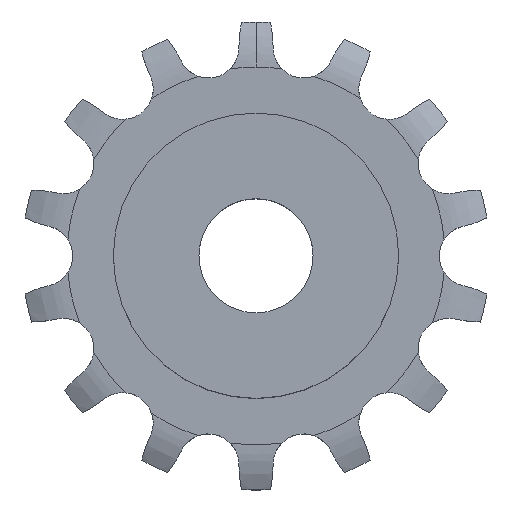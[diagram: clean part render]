
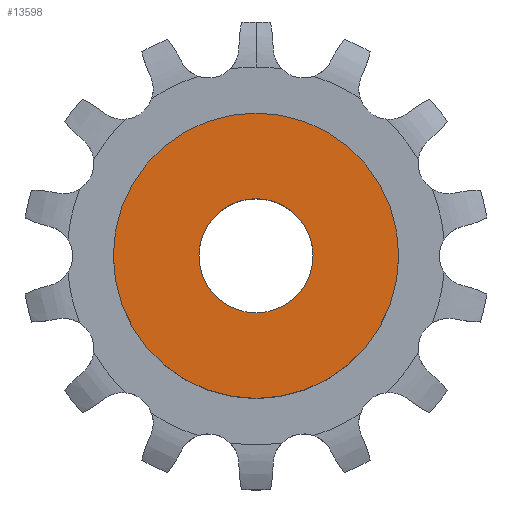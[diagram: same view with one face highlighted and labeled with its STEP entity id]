
A CAD part, top view. The second image highlights one B-rep face of the part: STEP entity #13598.
In plain terms, the highlighted planar face has unit normal (0, 0, 1).
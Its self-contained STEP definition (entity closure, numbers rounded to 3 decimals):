
#2386 = CYLINDRICAL_SURFACE('',#2387,3.);
#2387 = AXIS2_PLACEMENT_3D('',#2388,#2389,#2390);
#2388 = CARTESIAN_POINT('',(0.,0.,5000.));
#2389 = DIRECTION('',(0.,0.,1.));
#2390 = DIRECTION('',(1.,0.,-0.));
#4238 = CYLINDRICAL_SURFACE('',#4239,7.5);
#4239 = AXIS2_PLACEMENT_3D('',#4240,#4241,#4242);
#4240 = CARTESIAN_POINT('',(0.,0.,0.));
#4241 = DIRECTION('',(-0.,-0.,-1.));
#4242 = DIRECTION('',(1.,0.,0.));
#10966 = EDGE_CURVE('',#10967,#10967,#10969,.T.);
#10967 = VERTEX_POINT('',#10968);
#10968 = CARTESIAN_POINT('',(3.,0.,8.85));
#10969 = SURFACE_CURVE('',#10970,(#10975,#10982),.PCURVE_S1.);
#10970 = CIRCLE('',#10971,3.);
#10971 = AXIS2_PLACEMENT_3D('',#10972,#10973,#10974);
#10972 = CARTESIAN_POINT('',(0.,0.,8.85));
#10973 = DIRECTION('',(0.,0.,1.));
#10974 = DIRECTION('',(1.,0.,-0.));
#10975 = PCURVE('',#2386,#10976);
#10976 = DEFINITIONAL_REPRESENTATION('',(#10977),#10981);
#10977 = LINE('',#10978,#10979);
#10978 = CARTESIAN_POINT('',(0.,-4991.15));
#10979 = VECTOR('',#10980,1.);
#10980 = DIRECTION('',(1.,0.));
#10981 = ( GEOMETRIC_REPRESENTATION_CONTEXT(2) 
PARAMETRIC_REPRESENTATION_CONTEXT() REPRESENTATION_CONTEXT('2D SPACE',''
  ) );
#10982 = PCURVE('',#10983,#10988);
#10983 = PLANE('',#10984);
#10984 = AXIS2_PLACEMENT_3D('',#10985,#10986,#10987);
#10985 = CARTESIAN_POINT('',(0.,0.,8.85));
#10986 = DIRECTION('',(-0.,0.,1.));
#10987 = DIRECTION('',(0.,-1.,0.));
#10988 = DEFINITIONAL_REPRESENTATION('',(#10989),#10993);
#10989 = CIRCLE('',#10990,3.);
#10990 = AXIS2_PLACEMENT_2D('',#10991,#10992);
#10991 = CARTESIAN_POINT('',(0.,0.));
#10992 = DIRECTION('',(0.,1.));
#10993 = ( GEOMETRIC_REPRESENTATION_CONTEXT(2) 
PARAMETRIC_REPRESENTATION_CONTEXT() REPRESENTATION_CONTEXT('2D SPACE',''
  ) );
#12698 = VERTEX_POINT('',#12699);
#12699 = CARTESIAN_POINT('',(7.5,0.,8.85));
#12720 = EDGE_CURVE('',#12698,#12698,#12721,.T.);
#12721 = SURFACE_CURVE('',#12722,(#12727,#12734),.PCURVE_S1.);
#12722 = CIRCLE('',#12723,7.5);
#12723 = AXIS2_PLACEMENT_3D('',#12724,#12725,#12726);
#12724 = CARTESIAN_POINT('',(0.,0.,8.85));
#12725 = DIRECTION('',(0.,0.,1.));
#12726 = DIRECTION('',(1.,0.,0.));
#12727 = PCURVE('',#4238,#12728);
#12728 = DEFINITIONAL_REPRESENTATION('',(#12729),#12733);
#12729 = LINE('',#12730,#12731);
#12730 = CARTESIAN_POINT('',(-0.,-8.85));
#12731 = VECTOR('',#12732,1.);
#12732 = DIRECTION('',(-1.,0.));
#12733 = ( GEOMETRIC_REPRESENTATION_CONTEXT(2) 
PARAMETRIC_REPRESENTATION_CONTEXT() REPRESENTATION_CONTEXT('2D SPACE',''
  ) );
#12734 = PCURVE('',#10983,#12735);
#12735 = DEFINITIONAL_REPRESENTATION('',(#12736),#12740);
#12736 = CIRCLE('',#12737,7.5);
#12737 = AXIS2_PLACEMENT_2D('',#12738,#12739);
#12738 = CARTESIAN_POINT('',(0.,0.));
#12739 = DIRECTION('',(0.,1.));
#12740 = ( GEOMETRIC_REPRESENTATION_CONTEXT(2) 
PARAMETRIC_REPRESENTATION_CONTEXT() REPRESENTATION_CONTEXT('2D SPACE',''
  ) );
#13598 = ADVANCED_FACE('',(#13599,#13602),#10983,.T.);
#13599 = FACE_BOUND('',#13600,.T.);
#13600 = EDGE_LOOP('',(#13601));
#13601 = ORIENTED_EDGE('',*,*,#12720,.T.);
#13602 = FACE_BOUND('',#13603,.T.);
#13603 = EDGE_LOOP('',(#13604));
#13604 = ORIENTED_EDGE('',*,*,#10966,.F.);
